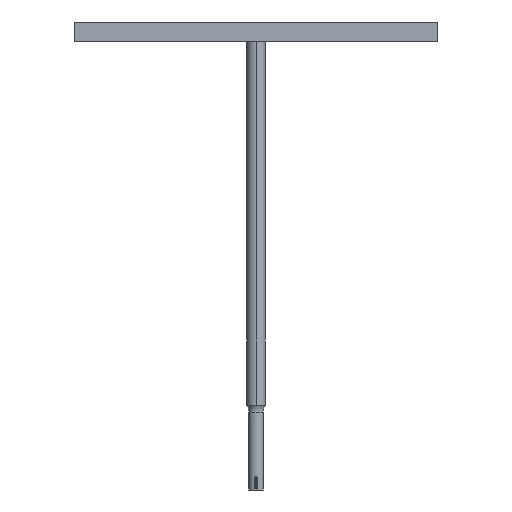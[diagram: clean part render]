
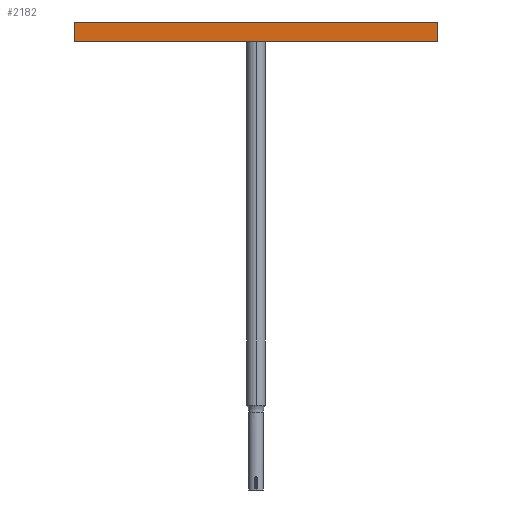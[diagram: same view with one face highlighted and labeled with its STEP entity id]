
A CAD part, front view. The second image highlights one B-rep face of the part: STEP entity #2182.
In plain terms, the highlighted face is planar.
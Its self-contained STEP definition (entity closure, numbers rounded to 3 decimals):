
#73 = CARTESIAN_POINT ( 'NONE',  ( 0., 80., 750. ) ) ;
#100 = CARTESIAN_POINT ( 'NONE',  ( 0., 80., 750. ) ) ;
#151 = VECTOR ( 'NONE', #315, 1000. ) ;
#315 = DIRECTION ( 'NONE',  ( 0., -1., 0. ) ) ;
#381 = CARTESIAN_POINT ( 'NONE',  ( 0., 0., -750. ) ) ;
#426 = CARTESIAN_POINT ( 'NONE',  ( 0., 80., 750. ) ) ;
#470 = VERTEX_POINT ( 'NONE', #100 ) ;
#678 = EDGE_CURVE ( 'NONE', #470, #2140, #1242, .T. ) ;
#767 = VECTOR ( 'NONE', #2629, 1000. ) ;
#806 = CARTESIAN_POINT ( 'NONE',  ( 0., 0., 750. ) ) ;
#1037 = ORIENTED_EDGE ( 'NONE', *, *, #678, .T. ) ;
#1077 = EDGE_CURVE ( 'NONE', #2140, #1560, #1145, .T. ) ;
#1145 = LINE ( 'NONE', #2733, #1981 ) ;
#1155 = CARTESIAN_POINT ( 'NONE',  ( 0., 0., 750. ) ) ;
#1182 = ORIENTED_EDGE ( 'NONE', *, *, #1077, .T. ) ;
#1242 = LINE ( 'NONE', #73, #1911 ) ;
#1424 = ORIENTED_EDGE ( 'NONE', *, *, #2492, .F. ) ;
#1560 = VERTEX_POINT ( 'NONE', #381 ) ;
#1657 = AXIS2_PLACEMENT_3D ( 'NONE', #426, #2709, #2946 ) ;
#1756 = VERTEX_POINT ( 'NONE', #1155 ) ;
#1911 = VECTOR ( 'NONE', #1935, 1000. ) ;
#1925 = CARTESIAN_POINT ( 'NONE',  ( 0., 80., 750. ) ) ;
#1935 = DIRECTION ( 'NONE',  ( 0., 0., -1. ) ) ;
#1981 = VECTOR ( 'NONE', #2252, 1000. ) ;
#2119 = ORIENTED_EDGE ( 'NONE', *, *, #2567, .F. ) ;
#2140 = VERTEX_POINT ( 'NONE', #2408 ) ;
#2182 = ADVANCED_FACE ( 'NONE', ( #2681 ), #2744, .F. ) ;
#2195 = LINE ( 'NONE', #1925, #151 ) ;
#2252 = DIRECTION ( 'NONE',  ( 0., -1., 0. ) ) ;
#2408 = CARTESIAN_POINT ( 'NONE',  ( 0., 80., -750. ) ) ;
#2492 = EDGE_CURVE ( 'NONE', #1756, #1560, #2874, .T. ) ;
#2567 = EDGE_CURVE ( 'NONE', #470, #1756, #2195, .T. ) ;
#2629 = DIRECTION ( 'NONE',  ( 0., 0., -1. ) ) ;
#2656 = EDGE_LOOP ( 'NONE', ( #1182, #1424, #2119, #1037 ) ) ;
#2681 = FACE_OUTER_BOUND ( 'NONE', #2656, .T. ) ;
#2709 = DIRECTION ( 'NONE',  ( 1., 0., 0. ) ) ;
#2733 = CARTESIAN_POINT ( 'NONE',  ( 0., 80., -750. ) ) ;
#2744 = PLANE ( 'NONE',  #1657 ) ;
#2874 = LINE ( 'NONE', #806, #767 ) ;
#2946 = DIRECTION ( 'NONE',  ( 0., 1., 0. ) ) ;
